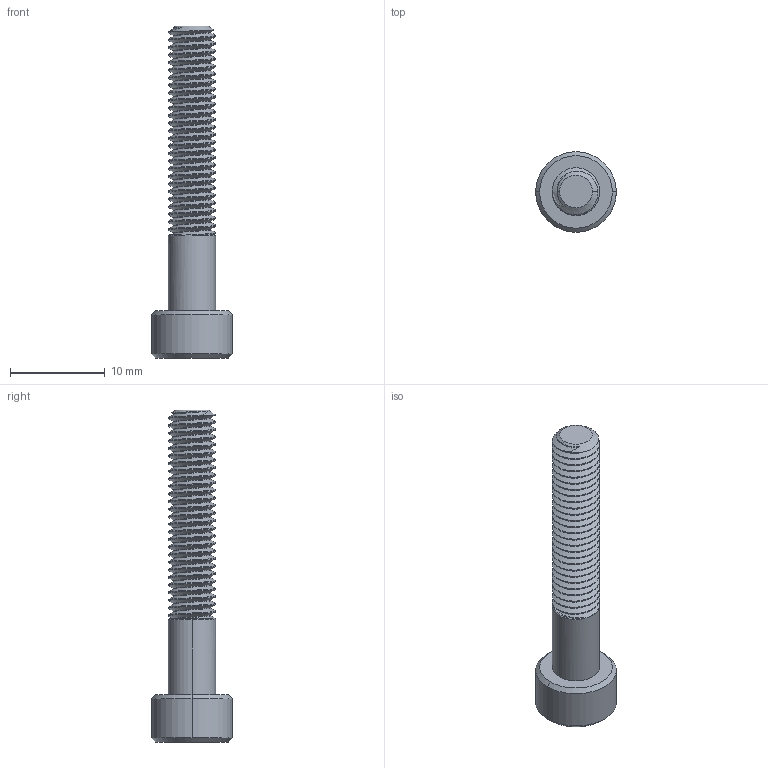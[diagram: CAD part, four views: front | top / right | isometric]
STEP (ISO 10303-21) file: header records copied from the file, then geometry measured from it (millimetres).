
FILE_DESCRIPTION (( 'STEP AP203' ), '1' );
FILE_NAME ('91292A192.step', '2014-03-06T13:54:01', ( '' ), ( '' ), 'SwSTEP 2.0', 'SolidWorks 2013', '' );
FILE_SCHEMA (( 'CONFIG_CONTROL_DESIGN' ));
Length unit declared in the file: millimetre
Products named in the file (1): 91292A192
Bounding box: 8.5 x 8.5 x 35 mm (x, y, z)
Volume: 741.9 mm3; surface area: 933 mm2
Topology: 1 solids, 1 shells, 143 faces, 399 edges, 260 vertices
Faces by surface type: cylinder 114, cone 16, plane 11, bspline 2
Entity records: 7699 total; most frequent: CARTESIAN_POINT 4632, ORIENTED_EDGE 798, DIRECTION 474, EDGE_CURVE 399, VERTEX_POINT 260, AXIS2_PLACEMENT_3D 170, EDGE_LOOP 145, ADVANCED_FACE 143
